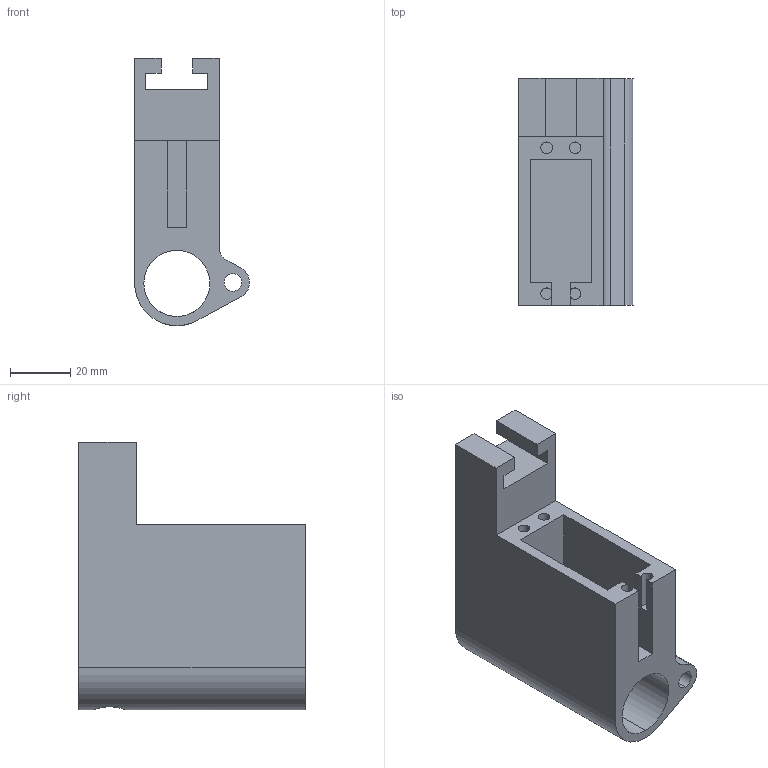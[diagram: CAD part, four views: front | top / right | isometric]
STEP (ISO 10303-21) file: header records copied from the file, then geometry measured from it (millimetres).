
FILE_DESCRIPTION (( 'STEP AP203' ), '1' );
FILE_NAME ('Servo Holder.STEP', '2024-04-30T17:39:14', ( '' ), ( '' ), 'SwSTEP 2.0', 'SolidWorks 2022', '' );
FILE_SCHEMA (( 'CONFIG_CONTROL_DESIGN' ));
Length unit declared in the file: inch
Products named in the file (1): Servo Holder
Bounding box: 37.95 x 74.93 x 88.39 mm (x, y, z)
Volume: 86270.5 mm3; surface area: 29844.4 mm2
Topology: 1 solids, 1 shells, 48 faces, 135 edges, 90 vertices
Faces by surface type: plane 30, cylinder 18
Entity records: 1854 total; most frequent: CARTESIAN_POINT 508, ORIENTED_EDGE 270, DIRECTION 253, EDGE_CURVE 135, VECTOR 95, LINE 95, VERTEX_POINT 90, AXIS2_PLACEMENT_3D 79
